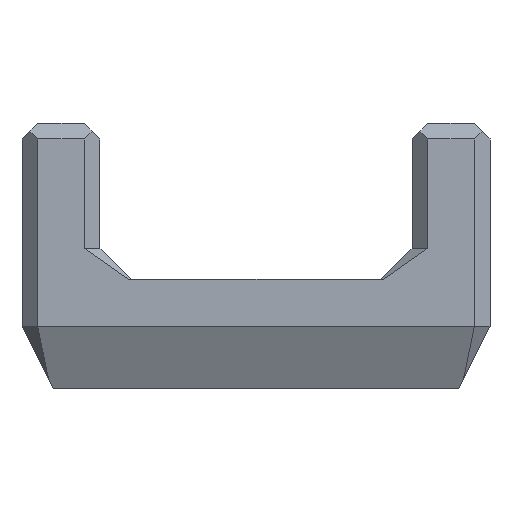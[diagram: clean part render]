
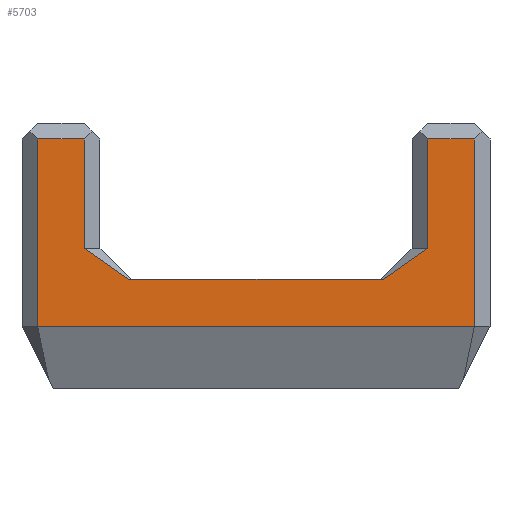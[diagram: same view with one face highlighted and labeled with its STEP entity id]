
A CAD part, front view. The second image highlights one B-rep face of the part: STEP entity #5703.
In plain terms, the highlighted planar face has unit normal (0, -1, 0).
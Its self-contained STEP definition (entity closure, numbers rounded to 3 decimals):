
#85=FACE_OUTER_BOUND('',#393,.T.);
#393=EDGE_LOOP('',(#3819,#3820,#3821,#3822,#3823,#3824,#3825,#3826,#3827,
#3828));
#705=LINE('',#7897,#1517);
#771=LINE('',#8029,#1583);
#774=LINE('',#8035,#1586);
#775=LINE('',#8037,#1587);
#776=LINE('',#8039,#1588);
#777=LINE('',#8041,#1589);
#778=LINE('',#8043,#1590);
#779=LINE('',#8045,#1591);
#780=LINE('',#8047,#1592);
#781=LINE('',#8048,#1593);
#1517=VECTOR('',#6387,10.);
#1583=VECTOR('',#6473,10.);
#1586=VECTOR('',#6478,10.);
#1587=VECTOR('',#6479,10.);
#1588=VECTOR('',#6480,10.);
#1589=VECTOR('',#6481,10.);
#1590=VECTOR('',#6482,10.);
#1591=VECTOR('',#6483,10.);
#1592=VECTOR('',#6484,10.);
#1593=VECTOR('',#6485,10.);
#2330=VERTEX_POINT('',#7894);
#2331=VERTEX_POINT('',#7896);
#2387=VERTEX_POINT('',#8028);
#2389=VERTEX_POINT('',#8034);
#2390=VERTEX_POINT('',#8036);
#2391=VERTEX_POINT('',#8038);
#2392=VERTEX_POINT('',#8040);
#2393=VERTEX_POINT('',#8042);
#2394=VERTEX_POINT('',#8044);
#2395=VERTEX_POINT('',#8046);
#2877=EDGE_CURVE('',#2330,#2331,#705,.T.);
#2943=EDGE_CURVE('',#2331,#2387,#771,.T.);
#2946=EDGE_CURVE('',#2389,#2330,#774,.T.);
#2947=EDGE_CURVE('',#2390,#2389,#775,.T.);
#2948=EDGE_CURVE('',#2391,#2390,#776,.T.);
#2949=EDGE_CURVE('',#2392,#2391,#777,.T.);
#2950=EDGE_CURVE('',#2393,#2392,#778,.T.);
#2951=EDGE_CURVE('',#2394,#2393,#779,.T.);
#2952=EDGE_CURVE('',#2395,#2394,#780,.T.);
#2953=EDGE_CURVE('',#2387,#2395,#781,.T.);
#3819=ORIENTED_EDGE('',*,*,#2877,.F.);
#3820=ORIENTED_EDGE('',*,*,#2946,.F.);
#3821=ORIENTED_EDGE('',*,*,#2947,.F.);
#3822=ORIENTED_EDGE('',*,*,#2948,.F.);
#3823=ORIENTED_EDGE('',*,*,#2949,.F.);
#3824=ORIENTED_EDGE('',*,*,#2950,.F.);
#3825=ORIENTED_EDGE('',*,*,#2951,.F.);
#3826=ORIENTED_EDGE('',*,*,#2952,.F.);
#3827=ORIENTED_EDGE('',*,*,#2953,.F.);
#3828=ORIENTED_EDGE('',*,*,#2943,.F.);
#5413=PLANE('',#6027);
#5703=ADVANCED_FACE('',(#85),#5413,.T.);
#6027=AXIS2_PLACEMENT_3D('',#8033,#6476,#6477);
#6387=DIRECTION('',(-1.,0.,0.));
#6473=DIRECTION('',(0.,0.,1.));
#6476=DIRECTION('center_axis',(0.,-1.,0.));
#6477=DIRECTION('ref_axis',(1.,0.,0.));
#6478=DIRECTION('',(0.,0.,-1.));
#6479=DIRECTION('',(1.,0.,0.));
#6480=DIRECTION('',(0.,0.,1.));
#6481=DIRECTION('',(0.816,0.,0.577));
#6482=DIRECTION('',(1.,0.,0.));
#6483=DIRECTION('',(0.816,0.,-0.577));
#6484=DIRECTION('',(0.,0.,-1.));
#6485=DIRECTION('',(1.,0.,0.));
#7894=CARTESIAN_POINT('',(14.,-50.,4.));
#7896=CARTESIAN_POINT('',(-14.,-50.,4.));
#7897=CARTESIAN_POINT('',(-7.5,-50.,4.));
#8028=CARTESIAN_POINT('',(-14.,-50.,16.));
#8029=CARTESIAN_POINT('',(-14.,-50.,0.));
#8033=CARTESIAN_POINT('Origin',(-15.,-50.,0.));
#8034=CARTESIAN_POINT('',(14.,-50.,16.));
#8035=CARTESIAN_POINT('',(14.,-50.,0.));
#8036=CARTESIAN_POINT('',(11.,-50.,16.));
#8037=CARTESIAN_POINT('',(-7.5,-50.,16.));
#8038=CARTESIAN_POINT('',(11.,-50.,9.));
#8039=CARTESIAN_POINT('',(11.,-50.,3.5));
#8040=CARTESIAN_POINT('',(8.172,-50.,7.));
#8041=CARTESIAN_POINT('',(-5.426,-50.,-2.615));
#8042=CARTESIAN_POINT('',(-8.172,-50.,7.));
#8043=CARTESIAN_POINT('',(-15.,-50.,7.));
#8044=CARTESIAN_POINT('',(-11.,-50.,9.));
#8045=CARTESIAN_POINT('',(-4.574,-50.,4.456));
#8046=CARTESIAN_POINT('',(-11.,-50.,16.));
#8047=CARTESIAN_POINT('',(-11.,-50.,3.5));
#8048=CARTESIAN_POINT('',(-7.5,-50.,16.));
